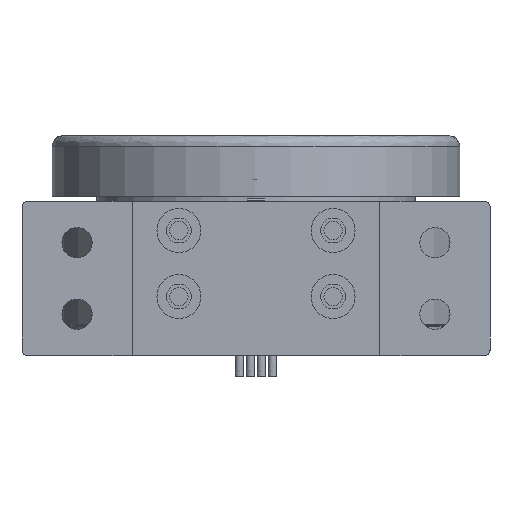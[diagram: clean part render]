
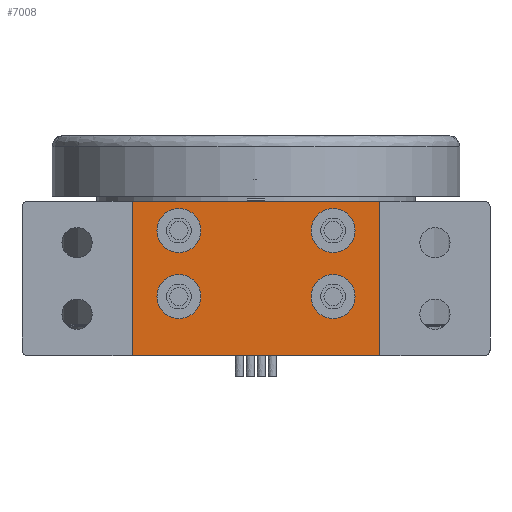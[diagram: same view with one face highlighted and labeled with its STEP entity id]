
A CAD part, front view. The second image highlights one B-rep face of the part: STEP entity #7008.
In plain terms, the highlighted planar face has unit normal (0, -1, 0).
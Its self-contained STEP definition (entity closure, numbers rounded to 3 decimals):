
#84 = DIRECTION ( 'NONE',  ( 0., 0., -1. ) ) ;
#344 = FACE_BOUND ( 'NONE', #7099, .T. ) ;
#720 = AXIS2_PLACEMENT_3D ( 'NONE', #6157, #3149, #84 ) ;
#767 = CARTESIAN_POINT ( 'NONE',  ( 14., -9., 6.75 ) ) ;
#959 = ORIENTED_EDGE ( 'NONE', *, *, #5880, .F. ) ;
#1287 = CARTESIAN_POINT ( 'NONE',  ( 14., -9., 10.75 ) ) ;
#1321 = EDGE_LOOP ( 'NONE', ( #959 ) ) ;
#1367 = FACE_BOUND ( 'NONE', #10350, .T. ) ;
#1422 = EDGE_LOOP ( 'NONE', ( #3184, #8838, #13092, #4578 ) ) ;
#1533 = CARTESIAN_POINT ( 'NONE',  ( 22.5, -9., 14.05 ) ) ;
#1795 = DIRECTION ( 'NONE',  ( 0., -1., 0. ) ) ;
#1882 = VECTOR ( 'NONE', #11762, 1000. ) ;
#2100 = AXIS2_PLACEMENT_3D ( 'NONE', #7970, #7223, #7149 ) ;
#2313 = DIRECTION ( 'NONE',  ( 0., 0., 1. ) ) ;
#2382 = FACE_BOUND ( 'NONE', #1321, .T. ) ;
#2753 = CIRCLE ( 'NONE', #2100, 4. ) ;
#2808 = AXIS2_PLACEMENT_3D ( 'NONE', #13408, #1795, #2955 ) ;
#2816 = VERTEX_POINT ( 'NONE', #767 ) ;
#2955 = DIRECTION ( 'NONE',  ( 0., 0., -1. ) ) ;
#2957 = VERTEX_POINT ( 'NONE', #3024 ) ;
#3024 = CARTESIAN_POINT ( 'NONE',  ( -14., -9., 18.75 ) ) ;
#3149 = DIRECTION ( 'NONE',  ( 0., -1., 0. ) ) ;
#3184 = ORIENTED_EDGE ( 'NONE', *, *, #6539, .T. ) ;
#3350 = PLANE ( 'NONE',  #3850 ) ;
#3410 = FACE_OUTER_BOUND ( 'NONE', #1422, .T. ) ;
#3459 = CARTESIAN_POINT ( 'NONE',  ( 22.5, -9., 0.05 ) ) ;
#3588 = EDGE_CURVE ( 'NONE', #9568, #7500, #8301, .T. ) ;
#3850 = AXIS2_PLACEMENT_3D ( 'NONE', #6693, #11681, #2313 ) ;
#4201 = VECTOR ( 'NONE', #9027, 1000. ) ;
#4357 = DIRECTION ( 'NONE',  ( 0., -1., 0. ) ) ;
#4363 = FACE_BOUND ( 'NONE', #12935, .T. ) ;
#4578 = ORIENTED_EDGE ( 'NONE', *, *, #11491, .F. ) ;
#4768 = VERTEX_POINT ( 'NONE', #11956 ) ;
#5297 = AXIS2_PLACEMENT_3D ( 'NONE', #1287, #4357, #5327 ) ;
#5327 = DIRECTION ( 'NONE',  ( 0., 0., -1. ) ) ;
#5604 = VERTEX_POINT ( 'NONE', #3459 ) ;
#5880 = EDGE_CURVE ( 'NONE', #12545, #12545, #2753, .T. ) ;
#5920 = EDGE_CURVE ( 'NONE', #9568, #5604, #9597, .T. ) ;
#6157 = CARTESIAN_POINT ( 'NONE',  ( -14., -9., 22.75 ) ) ;
#6454 = CARTESIAN_POINT ( 'NONE',  ( -42.5, -9., 0.05 ) ) ;
#6517 = CARTESIAN_POINT ( 'NONE',  ( 14., -9., 18.75 ) ) ;
#6519 = LINE ( 'NONE', #1533, #4201 ) ;
#6539 = EDGE_CURVE ( 'NONE', #4768, #7500, #6710, .T. ) ;
#6693 = CARTESIAN_POINT ( 'NONE',  ( 0., -9., 14.05 ) ) ;
#6710 = LINE ( 'NONE', #8623, #1882 ) ;
#7008 = ADVANCED_FACE ( 'NONE', ( #3410, #4363, #1367, #344, #2382 ), #3350, .F. ) ;
#7058 = CIRCLE ( 'NONE', #720, 4. ) ;
#7099 = EDGE_LOOP ( 'NONE', ( #8881 ) ) ;
#7149 = DIRECTION ( 'NONE',  ( 0., 0., -1. ) ) ;
#7223 = DIRECTION ( 'NONE',  ( 0., -1., 0. ) ) ;
#7283 = CARTESIAN_POINT ( 'NONE',  ( -22.5, -9., 14.05 ) ) ;
#7494 = ORIENTED_EDGE ( 'NONE', *, *, #11837, .F. ) ;
#7500 = VERTEX_POINT ( 'NONE', #13482 ) ;
#7680 = VECTOR ( 'NONE', #11445, 1000. ) ;
#7970 = CARTESIAN_POINT ( 'NONE',  ( -14., -9., 10.75 ) ) ;
#8201 = CARTESIAN_POINT ( 'NONE',  ( -22.5, -9., 0.05 ) ) ;
#8301 = LINE ( 'NONE', #7283, #7680 ) ;
#8377 = CARTESIAN_POINT ( 'NONE',  ( -14., -9., 6.75 ) ) ;
#8623 = CARTESIAN_POINT ( 'NONE',  ( -42.5, -9., 28.05 ) ) ;
#8704 = CIRCLE ( 'NONE', #2808, 4. ) ;
#8838 = ORIENTED_EDGE ( 'NONE', *, *, #3588, .F. ) ;
#8881 = ORIENTED_EDGE ( 'NONE', *, *, #13350, .F. ) ;
#9027 = DIRECTION ( 'NONE',  ( 0., 0., -1. ) ) ;
#9128 = EDGE_CURVE ( 'NONE', #9592, #9592, #8704, .T. ) ;
#9329 = VECTOR ( 'NONE', #10622, 1000. ) ;
#9442 = CIRCLE ( 'NONE', #5297, 4. ) ;
#9568 = VERTEX_POINT ( 'NONE', #8201 ) ;
#9592 = VERTEX_POINT ( 'NONE', #6517 ) ;
#9597 = LINE ( 'NONE', #6454, #9329 ) ;
#10350 = EDGE_LOOP ( 'NONE', ( #11523 ) ) ;
#10622 = DIRECTION ( 'NONE',  ( 1., 0., 0. ) ) ;
#11445 = DIRECTION ( 'NONE',  ( 0., 0., 1. ) ) ;
#11491 = EDGE_CURVE ( 'NONE', #4768, #5604, #6519, .T. ) ;
#11523 = ORIENTED_EDGE ( 'NONE', *, *, #9128, .F. ) ;
#11681 = DIRECTION ( 'NONE',  ( 0., 1., 0. ) ) ;
#11762 = DIRECTION ( 'NONE',  ( -1., 0., 0. ) ) ;
#11837 = EDGE_CURVE ( 'NONE', #2816, #2816, #9442, .T. ) ;
#11956 = CARTESIAN_POINT ( 'NONE',  ( 22.5, -9., 28.05 ) ) ;
#12545 = VERTEX_POINT ( 'NONE', #8377 ) ;
#12935 = EDGE_LOOP ( 'NONE', ( #7494 ) ) ;
#13092 = ORIENTED_EDGE ( 'NONE', *, *, #5920, .T. ) ;
#13350 = EDGE_CURVE ( 'NONE', #2957, #2957, #7058, .T. ) ;
#13408 = CARTESIAN_POINT ( 'NONE',  ( 14., -9., 22.75 ) ) ;
#13482 = CARTESIAN_POINT ( 'NONE',  ( -22.5, -9., 28.05 ) ) ;
